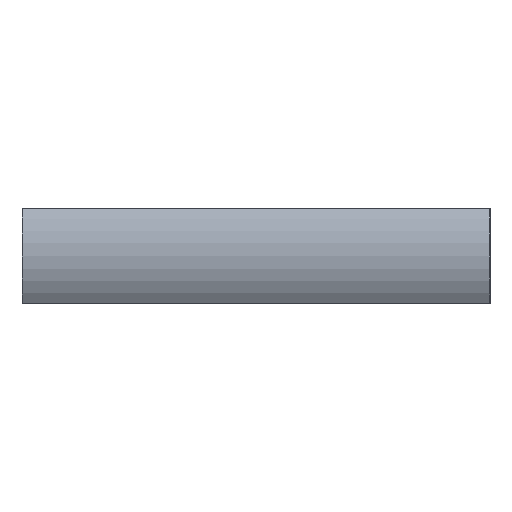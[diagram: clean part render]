
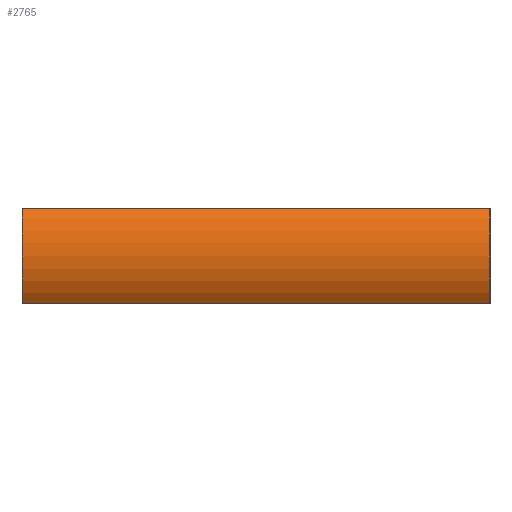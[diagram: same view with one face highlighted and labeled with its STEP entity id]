
A CAD part, left-side view. The second image highlights one B-rep face of the part: STEP entity #2765.
In plain terms, the highlighted cylindrical face has radius 13.26 mm (diameter 26.52 mm), a partial arc.
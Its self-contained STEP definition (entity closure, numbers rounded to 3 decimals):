
#3 = CARTESIAN_POINT ( 'NONE',  ( -24.999, -50., 7.75 ) ) ;
#121 = DIRECTION ( 'NONE',  ( 0., 1., 0. ) ) ;
#219 = DIRECTION ( 'NONE',  ( 0., -1., 0. ) ) ;
#248 = DIRECTION ( 'NONE',  ( 0., 1., 0. ) ) ;
#369 = VERTEX_POINT ( 'NONE', #1242 ) ;
#430 = CARTESIAN_POINT ( 'NONE',  ( -14.24, -50., 0. ) ) ;
#433 = AXIS2_PLACEMENT_3D ( 'NONE', #430, #907, #2136 ) ;
#462 = ORIENTED_EDGE ( 'NONE', *, *, #2620, .F. ) ;
#634 = CARTESIAN_POINT ( 'NONE',  ( -24.999, 26., 7.75 ) ) ;
#650 = CIRCLE ( 'NONE', #2404, 13.26 ) ;
#814 = EDGE_CURVE ( 'NONE', #1507, #369, #1396, .T. ) ;
#907 = DIRECTION ( 'NONE',  ( 0., 1., 0. ) ) ;
#935 = AXIS2_PLACEMENT_3D ( 'NONE', #1551, #1508, #1343 ) ;
#1242 = CARTESIAN_POINT ( 'NONE',  ( -24.999, 26., -7.75 ) ) ;
#1293 = FACE_OUTER_BOUND ( 'NONE', #3030, .T. ) ;
#1340 = ORIENTED_EDGE ( 'NONE', *, *, #2220, .T. ) ;
#1343 = DIRECTION ( 'NONE',  ( 0., 0., 1. ) ) ;
#1396 = CIRCLE ( 'NONE', #935, 13.26 ) ;
#1493 = ORIENTED_EDGE ( 'NONE', *, *, #814, .T. ) ;
#1507 = VERTEX_POINT ( 'NONE', #634 ) ;
#1508 = DIRECTION ( 'NONE',  ( 0., -1., 0. ) ) ;
#1551 = CARTESIAN_POINT ( 'NONE',  ( -14.24, 26., 0. ) ) ;
#1603 = VERTEX_POINT ( 'NONE', #1822 ) ;
#1696 = CARTESIAN_POINT ( 'NONE',  ( -14.24, -50., 0. ) ) ;
#1799 = LINE ( 'NONE', #3, #3031 ) ;
#1822 = CARTESIAN_POINT ( 'NONE',  ( -24.999, -50., -7.75 ) ) ;
#1941 = DIRECTION ( 'NONE',  ( 0., 0., 1. ) ) ;
#1984 = ORIENTED_EDGE ( 'NONE', *, *, #2129, .F. ) ;
#2129 = EDGE_CURVE ( 'NONE', #2236, #1603, #650, .T. ) ;
#2136 = DIRECTION ( 'NONE',  ( 0., 0., 1. ) ) ;
#2220 = EDGE_CURVE ( 'NONE', #2236, #1507, #1799, .T. ) ;
#2236 = VERTEX_POINT ( 'NONE', #2443 ) ;
#2397 = LINE ( 'NONE', #3010, #2856 ) ;
#2404 = AXIS2_PLACEMENT_3D ( 'NONE', #1696, #219, #1941 ) ;
#2443 = CARTESIAN_POINT ( 'NONE',  ( -24.999, -50., 7.75 ) ) ;
#2620 = EDGE_CURVE ( 'NONE', #1603, #369, #2397, .T. ) ;
#2765 = ADVANCED_FACE ( 'NONE', ( #1293 ), #3100, .T. ) ;
#2856 = VECTOR ( 'NONE', #121, 1000. ) ;
#3010 = CARTESIAN_POINT ( 'NONE',  ( -24.999, -50., -7.75 ) ) ;
#3030 = EDGE_LOOP ( 'NONE', ( #1493, #462, #1984, #1340 ) ) ;
#3031 = VECTOR ( 'NONE', #248, 1000. ) ;
#3100 = CYLINDRICAL_SURFACE ( 'NONE', #433, 13.26 ) ;
